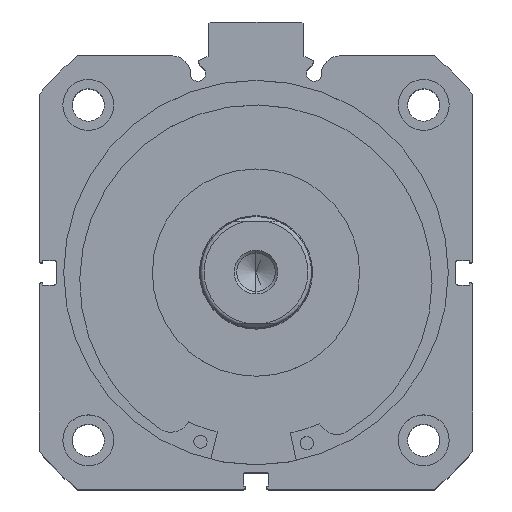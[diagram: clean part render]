
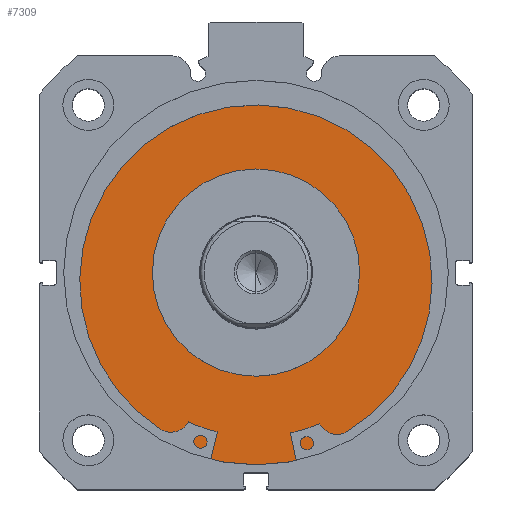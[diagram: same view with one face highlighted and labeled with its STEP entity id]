
A CAD part, top view. The second image highlights one B-rep face of the part: STEP entity #7309.
In plain terms, the highlighted face is planar.
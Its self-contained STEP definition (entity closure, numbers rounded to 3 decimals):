
#276 = CIRCLE ( 'NONE', #1919, 27.5 ) ;
#382 = CIRCLE ( 'NONE', #1926, 51. ) ;
#393 = CIRCLE ( 'NONE', #1925, 51. ) ;
#395 = CIRCLE ( 'NONE', #1921, 27.5 ) ;
#1283 = EDGE_LOOP ( 'NONE', ( #1435, #1434 ) ) ;
#1288 = EDGE_LOOP ( 'NONE', ( #1433, #1432 ) ) ;
#1432 = ORIENTED_EDGE ( 'NONE', *, *, #1574, .T. ) ;
#1433 = ORIENTED_EDGE ( 'NONE', *, *, #1575, .T. ) ;
#1434 = ORIENTED_EDGE ( 'NONE', *, *, #1578, .F. ) ;
#1435 = ORIENTED_EDGE ( 'NONE', *, *, #1577, .F. ) ;
#1481 = VERTEX_POINT ( 'NONE', #3201 ) ;
#1555 = VERTEX_POINT ( 'NONE', #3276 ) ;
#1574 = EDGE_CURVE ( 'NONE', #2721, #1481, #393, .T. ) ;
#1575 = EDGE_CURVE ( 'NONE', #1481, #2721, #382, .T. ) ;
#1577 = EDGE_CURVE ( 'NONE', #1555, #3183, #395, .T. ) ;
#1578 = EDGE_CURVE ( 'NONE', #3183, #1555, #276, .T. ) ;
#1919 = AXIS2_PLACEMENT_3D ( 'NONE', #3316, #3317, #3318 ) ;
#1921 = AXIS2_PLACEMENT_3D ( 'NONE', #3308, #3314, #3315 ) ;
#1925 = AXIS2_PLACEMENT_3D ( 'NONE', #3304, #3305, #3306 ) ;
#1926 = AXIS2_PLACEMENT_3D ( 'NONE', #3307, #3309, #3310 ) ;
#2373 = AXIS2_PLACEMENT_3D ( 'NONE', #6841, #6851, #6852 ) ;
#2551 = FACE_OUTER_BOUND ( 'NONE', #1288, .T. ) ;
#2553 = FACE_BOUND ( 'NONE', #1283, .T. ) ;
#2721 = VERTEX_POINT ( 'NONE', #4330 ) ;
#3183 = VERTEX_POINT ( 'NONE', #6162 ) ;
#3201 = CARTESIAN_POINT ( 'NONE',  ( 5.5, 0., 51. ) ) ;
#3276 = CARTESIAN_POINT ( 'NONE',  ( 5.5, 0., 27.5 ) ) ;
#3304 = CARTESIAN_POINT ( 'NONE',  ( 5.5, 0., 0. ) ) ;
#3305 = DIRECTION ( 'NONE',  ( -1., 0., 0. ) ) ;
#3306 = DIRECTION ( 'NONE',  ( 0., 0., 1. ) ) ;
#3307 = CARTESIAN_POINT ( 'NONE',  ( 5.5, 0., 0. ) ) ;
#3308 = CARTESIAN_POINT ( 'NONE',  ( 5.5, 0., 0. ) ) ;
#3309 = DIRECTION ( 'NONE',  ( -1., 0., 0. ) ) ;
#3310 = DIRECTION ( 'NONE',  ( 0., 0., 1. ) ) ;
#3314 = DIRECTION ( 'NONE',  ( -1., 0., 0. ) ) ;
#3315 = DIRECTION ( 'NONE',  ( 0., 0., 1. ) ) ;
#3316 = CARTESIAN_POINT ( 'NONE',  ( 5.5, 0., 0. ) ) ;
#3317 = DIRECTION ( 'NONE',  ( -1., 0., 0. ) ) ;
#3318 = DIRECTION ( 'NONE',  ( 0., 0., 1. ) ) ;
#4330 = CARTESIAN_POINT ( 'NONE',  ( 5.5, 0., -51. ) ) ;
#6162 = CARTESIAN_POINT ( 'NONE',  ( 5.5, 0., -27.5 ) ) ;
#6841 = CARTESIAN_POINT ( 'NONE',  ( 5.5, 51., 0. ) ) ;
#6850 = PLANE ( 'NONE',  #2373 ) ;
#6851 = DIRECTION ( 'NONE',  ( 1., 0., 0. ) ) ;
#6852 = DIRECTION ( 'NONE',  ( 0., 0., -1. ) ) ;
#7309 = ADVANCED_FACE ( 'NONE', ( #2553, #2551 ), #6850, .F. ) ;
